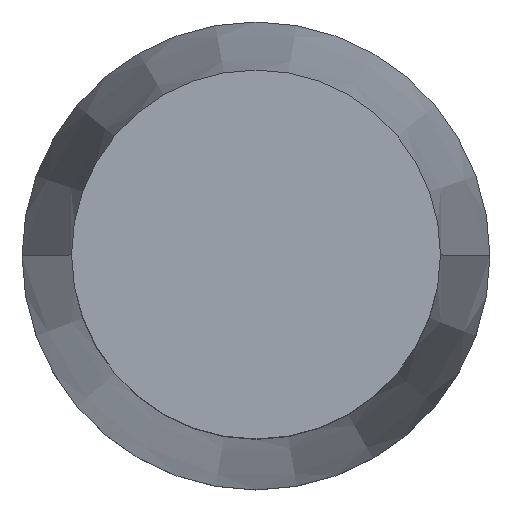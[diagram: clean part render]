
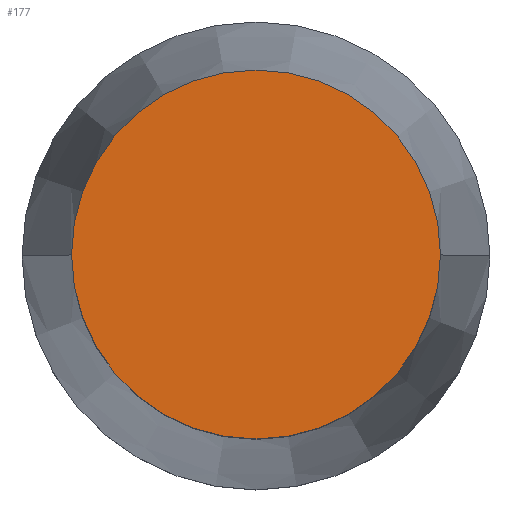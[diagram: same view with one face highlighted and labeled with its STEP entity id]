
A CAD part, top view. The second image highlights one B-rep face of the part: STEP entity #177.
In plain terms, the highlighted planar face has unit normal (0, 0, 1).
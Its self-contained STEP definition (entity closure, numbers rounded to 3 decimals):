
#17 = DIRECTION ( 'NONE',  ( 0., 0., 1. ) ) ;
#28 = CIRCLE ( 'NONE', #127, 10.25 ) ;
#31 = DIRECTION ( 'NONE',  ( 0., 0., 1. ) ) ;
#32 = VERTEX_POINT ( 'NONE', #429 ) ;
#68 = CIRCLE ( 'NONE', #629, 10.25 ) ;
#73 = DIRECTION ( 'NONE',  ( 1., 0., 0. ) ) ;
#85 = VERTEX_POINT ( 'NONE', #107 ) ;
#107 = CARTESIAN_POINT ( 'NONE',  ( 10.25, 0., 0. ) ) ;
#127 = AXIS2_PLACEMENT_3D ( 'NONE', #631, #17, #73 ) ;
#177 = ADVANCED_FACE ( 'NONE', ( #427 ), #278, .F. ) ;
#278 = PLANE ( 'NONE',  #555 ) ;
#337 = DIRECTION ( 'NONE',  ( 0., 0., -1. ) ) ;
#360 = ORIENTED_EDGE ( 'NONE', *, *, #566, .T. ) ;
#401 = ORIENTED_EDGE ( 'NONE', *, *, #715, .T. ) ;
#427 = FACE_OUTER_BOUND ( 'NONE', #467, .T. ) ;
#429 = CARTESIAN_POINT ( 'NONE',  ( -10.25, 0., 0. ) ) ;
#467 = EDGE_LOOP ( 'NONE', ( #401, #360 ) ) ;
#555 = AXIS2_PLACEMENT_3D ( 'NONE', #666, #337, #728 ) ;
#566 = EDGE_CURVE ( 'NONE', #32, #85, #28, .T. ) ;
#592 = CARTESIAN_POINT ( 'NONE',  ( 0., 0., 0. ) ) ;
#629 = AXIS2_PLACEMENT_3D ( 'NONE', #592, #31, #644 ) ;
#631 = CARTESIAN_POINT ( 'NONE',  ( 0., 0., 0. ) ) ;
#644 = DIRECTION ( 'NONE',  ( 1., 0., 0. ) ) ;
#666 = CARTESIAN_POINT ( 'NONE',  ( 0., 0., 0. ) ) ;
#715 = EDGE_CURVE ( 'NONE', #85, #32, #68, .T. ) ;
#728 = DIRECTION ( 'NONE',  ( -1., 0., 0. ) ) ;
